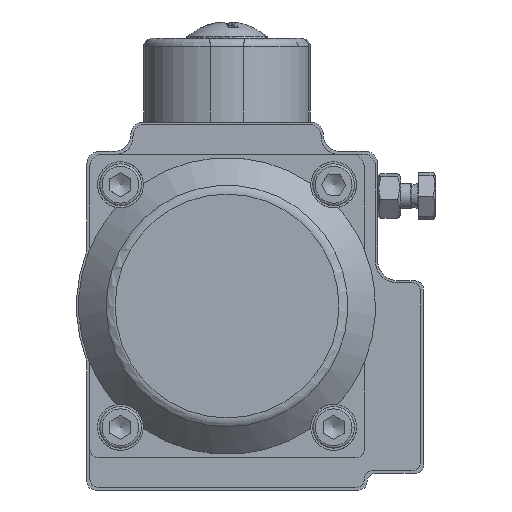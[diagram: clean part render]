
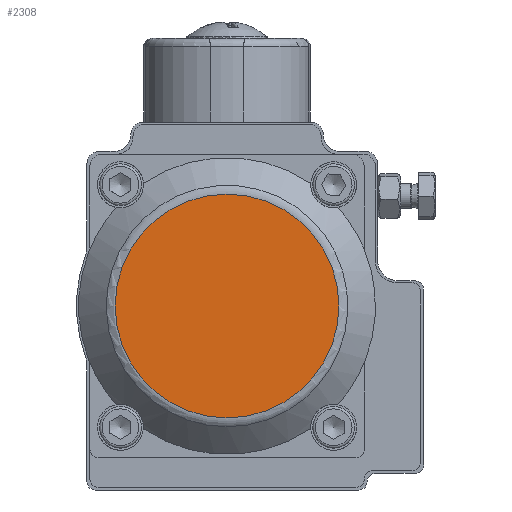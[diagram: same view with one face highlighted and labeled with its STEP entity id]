
A CAD part, front view. The second image highlights one B-rep face of the part: STEP entity #2308.
In plain terms, the highlighted planar face has unit normal (0, -1, 0).
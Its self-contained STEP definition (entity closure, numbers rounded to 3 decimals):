
#838=PLANE('',#16106);
#1348=FACE_OUTER_BOUND('',#6810,.T.);
#2308=ADVANCED_FACE('',(#1348),#838,.T.);
#5131=CIRCLE('',#16105,26.757);
#6810=EDGE_LOOP('',(#10070));
#10070=ORIENTED_EDGE('',*,*,#14073,.T.);
#12255=VERTEX_POINT('',#28874);
#14073=EDGE_CURVE('',#12255,#12255,#5131,.T.);
#16105=AXIS2_PLACEMENT_3D('',#28873,#19589,#19590);
#16106=AXIS2_PLACEMENT_3D('',#28875,#19591,#19592);
#19589=DIRECTION('',(0.,-1.,0.));
#19590=DIRECTION('',(0.,0.,-1.));
#19591=DIRECTION('',(0.,-1.,0.));
#19592=DIRECTION('',(0.,0.,-1.));
#28873=CARTESIAN_POINT('',(0.,-15.5,0.));
#28874=CARTESIAN_POINT('',(0.,-15.5,-26.757));
#28875=CARTESIAN_POINT('',(0.,-15.5,0.));
